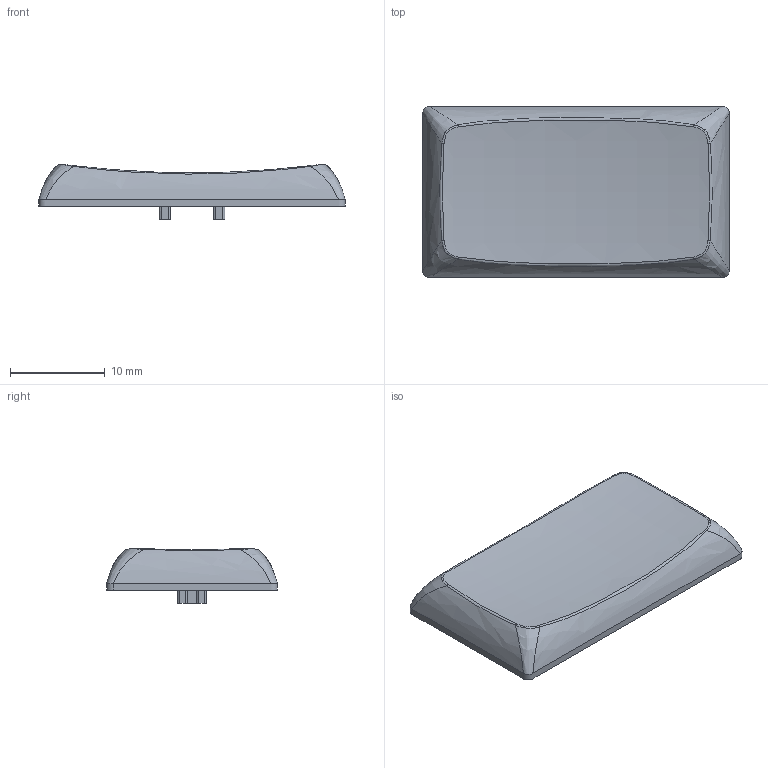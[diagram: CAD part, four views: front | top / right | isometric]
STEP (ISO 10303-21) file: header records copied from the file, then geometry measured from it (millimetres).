
FILE_DESCRIPTION(/* description */ (''),/* implementation_level */ '2;1');
FILE_NAME(/* name */ '175',/* time_stamp */ '2022-08-28T20:05:12+02:00',/* author */ (''),/* organization */ (''),/* preprocessor_version */ 'ST-DEVELOPER v16.5',/* originating_system */ 'Rhino 7.21',/* authorisation */ '');
FILE_SCHEMA (('CONFIG_CONTROL_DESIGN'));
Length unit declared in the file: millimetre
Products named in the file (1): Document
Bounding box: 32.25 x 18 x 5.78 mm (x, y, z)
Volume: 899.8 mm3; surface area: 1645.6 mm2
Topology: 1 solids, 1 shells, 122 faces, 334 edges, 216 vertices
Faces by surface type: plane 56, cylinder 36, bspline 30
Entity records: 7108 total; most frequent: CARTESIAN_POINT 4938, ORIENTED_EDGE 668, EDGE_CURVE 334, VERTEX_POINT 216, B_SPLINE_CURVE_WITH_KNOTS 204, EDGE_LOOP 124, ADVANCED_FACE 122, FACE_OUTER_BOUND 122
